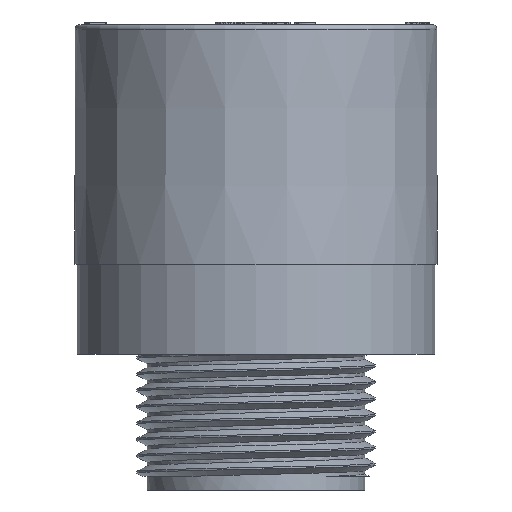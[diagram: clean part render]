
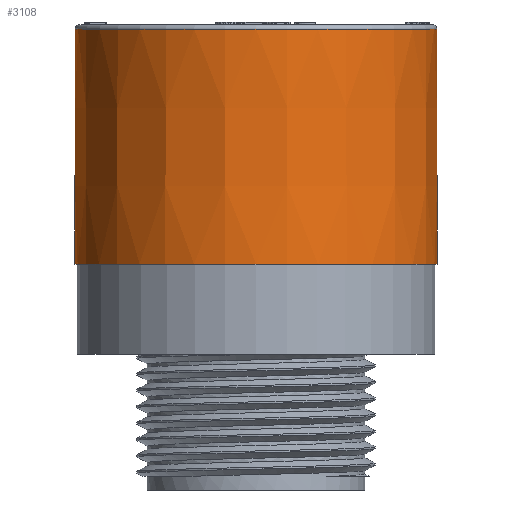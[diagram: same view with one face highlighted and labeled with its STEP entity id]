
A CAD part, left-side view. The second image highlights one B-rep face of the part: STEP entity #3108.
In plain terms, the highlighted conical face has half-angle 0.116 degrees and reference radius 20 mm.
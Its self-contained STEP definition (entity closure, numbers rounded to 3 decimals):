
#112=CONICAL_SURFACE('',#11323,20.,0.116);
#3108=ADVANCED_FACE('',(#4280,#4281),#112,.T.);
#4280=FACE_BOUND('',#4358,.T.);
#4281=FACE_BOUND('',#4359,.T.);
#4358=EDGE_LOOP('',(#5450));
#4359=EDGE_LOOP('',(#5451));
#5450=ORIENTED_EDGE('',*,*,#10002,.T.);
#5451=ORIENTED_EDGE('',*,*,#10003,.T.);
#8852=VERTEX_POINT('',#18147);
#8853=VERTEX_POINT('',#18149);
#10002=EDGE_CURVE('',#8852,#8852,#11276,.T.);
#10003=EDGE_CURVE('',#8853,#8853,#11277,.T.);
#11276=CIRCLE('',#11321,20.001);
#11277=CIRCLE('',#11322,20.054);
#11321=AXIS2_PLACEMENT_3D('',#18146,#11937,#11938);
#11322=AXIS2_PLACEMENT_3D('',#18148,#11939,#11940);
#11323=AXIS2_PLACEMENT_3D('',#18150,#11941,#11942);
#11937=DIRECTION('',(0.,0.,-1.));
#11938=DIRECTION('',(0.,1.,0.));
#11939=DIRECTION('',(0.,0.,1.));
#11940=DIRECTION('',(0.,-1.,0.));
#11941=DIRECTION('',(0.,0.,-1.));
#11942=DIRECTION('',(0.,-1.,0.));
#18146=CARTESIAN_POINT('',(189.,332.5,45.005));
#18147=CARTESIAN_POINT('',(189.,352.501,45.005));
#18148=CARTESIAN_POINT('',(189.,332.5,19.004));
#18149=CARTESIAN_POINT('',(189.,312.446,19.004));
#18150=CARTESIAN_POINT('',(189.,332.5,45.504));
